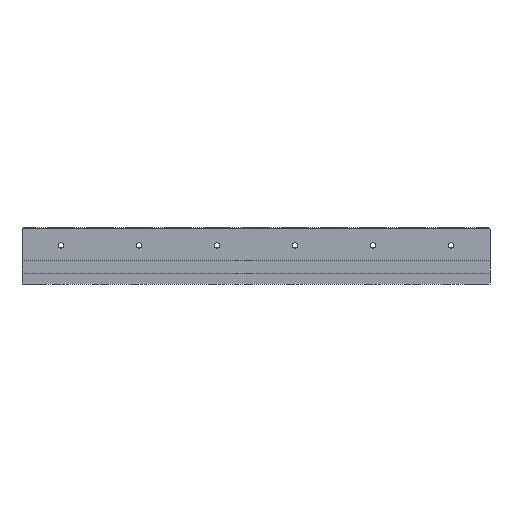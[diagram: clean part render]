
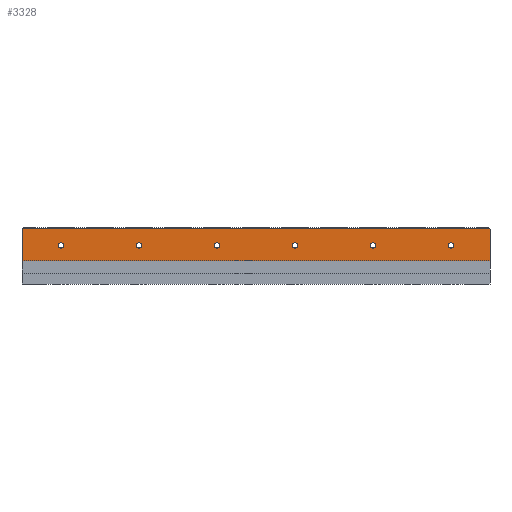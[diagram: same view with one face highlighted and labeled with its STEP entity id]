
A CAD part, left-side view. The second image highlights one B-rep face of the part: STEP entity #3328.
In plain terms, the highlighted planar face has unit normal (-1, 0, 0).
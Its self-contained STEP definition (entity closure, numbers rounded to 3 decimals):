
#3328 = ADVANCED_FACE( '', ( #7369, #7370, #7371, #7372, #7373, #7374, #7375 ), #7376, .F. );
#7369 = FACE_BOUND( '', #12096, .T. );
#7370 = FACE_BOUND( '', #12097, .T. );
#7371 = FACE_BOUND( '', #12098, .T. );
#7372 = FACE_BOUND( '', #12099, .T. );
#7373 = FACE_BOUND( '', #12100, .T. );
#7374 = FACE_BOUND( '', #12101, .T. );
#7375 = FACE_OUTER_BOUND( '', #12102, .T. );
#7376 = PLANE( '', #12103 );
#12096 = EDGE_LOOP( '', ( #22596 ) );
#12097 = EDGE_LOOP( '', ( #22597 ) );
#12098 = EDGE_LOOP( '', ( #22598 ) );
#12099 = EDGE_LOOP( '', ( #22599 ) );
#12100 = EDGE_LOOP( '', ( #22600 ) );
#12101 = EDGE_LOOP( '', ( #22601 ) );
#12102 = EDGE_LOOP( '', ( #22602, #22603, #22604, #22605, #22606, #22607 ) );
#12103 = AXIS2_PLACEMENT_3D( '', #22608, #22609, #22610 );
#22596 = ORIENTED_EDGE( '', *, *, #33453, .F. );
#22597 = ORIENTED_EDGE( '', *, *, #31885, .F. );
#22598 = ORIENTED_EDGE( '', *, *, #33340, .F. );
#22599 = ORIENTED_EDGE( '', *, *, #32361, .F. );
#22600 = ORIENTED_EDGE( '', *, *, #33726, .T. );
#22601 = ORIENTED_EDGE( '', *, *, #33727, .T. );
#22602 = ORIENTED_EDGE( '', *, *, #33320, .T. );
#22603 = ORIENTED_EDGE( '', *, *, #33728, .T. );
#22604 = ORIENTED_EDGE( '', *, *, #33729, .T. );
#22605 = ORIENTED_EDGE( '', *, *, #30842, .F. );
#22606 = ORIENTED_EDGE( '', *, *, #33730, .T. );
#22607 = ORIENTED_EDGE( '', *, *, #33731, .T. );
#22608 = CARTESIAN_POINT( '', ( -50., -300., 36. ) );
#22609 = DIRECTION( '', ( 1., 0., 0. ) );
#22610 = DIRECTION( '', ( 0., 0., -1. ) );
#30842 = EDGE_CURVE( '', #38158, #38160, #38161, .T. );
#31885 = EDGE_CURVE( '', #39806, #39806, #39807, .T. );
#32361 = EDGE_CURVE( '', #40540, #40540, #40541, .T. );
#33320 = EDGE_CURVE( '', #41974, #41972, #41975, .T. );
#33340 = EDGE_CURVE( '', #42003, #42003, #42004, .T. );
#33453 = EDGE_CURVE( '', #42162, #42162, #42163, .T. );
#33726 = EDGE_CURVE( '', #42512, #42512, #42513, .T. );
#33727 = EDGE_CURVE( '', #42514, #42514, #42515, .T. );
#33728 = EDGE_CURVE( '', #41972, #42516, #42517, .T. );
#33729 = EDGE_CURVE( '', #42516, #38160, #42518, .T. );
#33730 = EDGE_CURVE( '', #38158, #42519, #42520, .T. );
#33731 = EDGE_CURVE( '', #42519, #41974, #42521, .T. );
#38158 = VERTEX_POINT( '', #48582 );
#38160 = VERTEX_POINT( '', #48585 );
#38161 = LINE( '', #48586, #48587 );
#39806 = VERTEX_POINT( '', #51000 );
#39807 = CIRCLE( '', #51001, 3.4 );
#40540 = VERTEX_POINT( '', #52078 );
#40541 = CIRCLE( '', #52079, 3.4 );
#41972 = VERTEX_POINT( '', #54294 );
#41974 = VERTEX_POINT( '', #54297 );
#41975 = LINE( '', #54298, #54299 );
#42003 = VERTEX_POINT( '', #54338 );
#42004 = CIRCLE( '', #54339, 3.4 );
#42162 = VERTEX_POINT( '', #54572 );
#42163 = CIRCLE( '', #54573, 3.4 );
#42512 = VERTEX_POINT( '', #55086 );
#42513 = CIRCLE( '', #55087, 3.4 );
#42514 = VERTEX_POINT( '', #55088 );
#42515 = CIRCLE( '', #55089, 3.4 );
#42516 = VERTEX_POINT( '', #55090 );
#42517 = LINE( '', #55091, #55092 );
#42518 = LINE( '', #55093, #55094 );
#42519 = VERTEX_POINT( '', #55095 );
#42520 = LINE( '', #55096, #55097 );
#42521 = LINE( '', #55098, #55099 );
#48582 = CARTESIAN_POINT( '', ( -50., -300., 33.925 ) );
#48585 = CARTESIAN_POINT( '', ( -50., -300., -6. ) );
#48586 = CARTESIAN_POINT( '', ( -50., -300., 36. ) );
#48587 = VECTOR( '', #59276, 1000. );
#51000 = CARTESIAN_POINT( '', ( -50., -246.6, 13.5 ) );
#51001 = AXIS2_PLACEMENT_3D( '', #60090, #60091, #60092 );
#52078 = CARTESIAN_POINT( '', ( -50., -146.6, 13.5 ) );
#52079 = AXIS2_PLACEMENT_3D( '', #60461, #60462, #60463 );
#54294 = CARTESIAN_POINT( '', ( -50., 300., 33.925 ) );
#54297 = CARTESIAN_POINT( '', ( -50., 298.925, 35. ) );
#54298 = CARTESIAN_POINT( '', ( -50., 297.925, 36. ) );
#54299 = VECTOR( '', #61282, 1000. );
#54338 = CARTESIAN_POINT( '', ( -50., 153.4, 13.5 ) );
#54339 = AXIS2_PLACEMENT_3D( '', #61300, #61301, #61302 );
#54572 = CARTESIAN_POINT( '', ( -50., 253.4, 13.5 ) );
#54573 = AXIS2_PLACEMENT_3D( '', #61381, #61382, #61383 );
#55086 = CARTESIAN_POINT( '', ( -50., 53.4, 13.5 ) );
#55087 = AXIS2_PLACEMENT_3D( '', #61578, #61579, #61580 );
#55088 = CARTESIAN_POINT( '', ( -50., -46.6, 13.5 ) );
#55089 = AXIS2_PLACEMENT_3D( '', #61581, #61582, #61583 );
#55090 = CARTESIAN_POINT( '', ( -50., 300., -6. ) );
#55091 = CARTESIAN_POINT( '', ( -50., 300., 36. ) );
#55092 = VECTOR( '', #61584, 1000. );
#55093 = CARTESIAN_POINT( '', ( -50., 300., -6. ) );
#55094 = VECTOR( '', #61585, 1000. );
#55095 = CARTESIAN_POINT( '', ( -50., -298.925, 35. ) );
#55096 = CARTESIAN_POINT( '', ( -50., -300., 33.925 ) );
#55097 = VECTOR( '', #61586, 1000. );
#55098 = CARTESIAN_POINT( '', ( -50., -300., 35. ) );
#55099 = VECTOR( '', #61587, 1000. );
#59276 = DIRECTION( '', ( 0., 0., -1. ) );
#60090 = CARTESIAN_POINT( '', ( -50., -250., 13.5 ) );
#60091 = DIRECTION( '', ( -1., 0., 0. ) );
#60092 = DIRECTION( '', ( 0., 1., 0. ) );
#60461 = CARTESIAN_POINT( '', ( -50., -150., 13.5 ) );
#60462 = DIRECTION( '', ( -1., 0., 0. ) );
#60463 = DIRECTION( '', ( 0., 1., 0. ) );
#61282 = DIRECTION( '', ( 0., 0.707, -0.707 ) );
#61300 = CARTESIAN_POINT( '', ( -50., 150., 13.5 ) );
#61301 = DIRECTION( '', ( -1., 0., 0. ) );
#61302 = DIRECTION( '', ( 0., 1., 0. ) );
#61381 = CARTESIAN_POINT( '', ( -50., 250., 13.5 ) );
#61382 = DIRECTION( '', ( -1., 0., 0. ) );
#61383 = DIRECTION( '', ( 0., 1., 0. ) );
#61578 = CARTESIAN_POINT( '', ( -50., 50., 13.5 ) );
#61579 = DIRECTION( '', ( 1., 0., 0. ) );
#61580 = DIRECTION( '', ( 0., 1., 0. ) );
#61581 = CARTESIAN_POINT( '', ( -50., -50., 13.5 ) );
#61582 = DIRECTION( '', ( 1., 0., 0. ) );
#61583 = DIRECTION( '', ( 0., 1., 0. ) );
#61584 = DIRECTION( '', ( 0., 0., -1. ) );
#61585 = DIRECTION( '', ( 0., -1., 0. ) );
#61586 = DIRECTION( '', ( 0., 0.707, 0.707 ) );
#61587 = DIRECTION( '', ( 0., 1., 0. ) );
